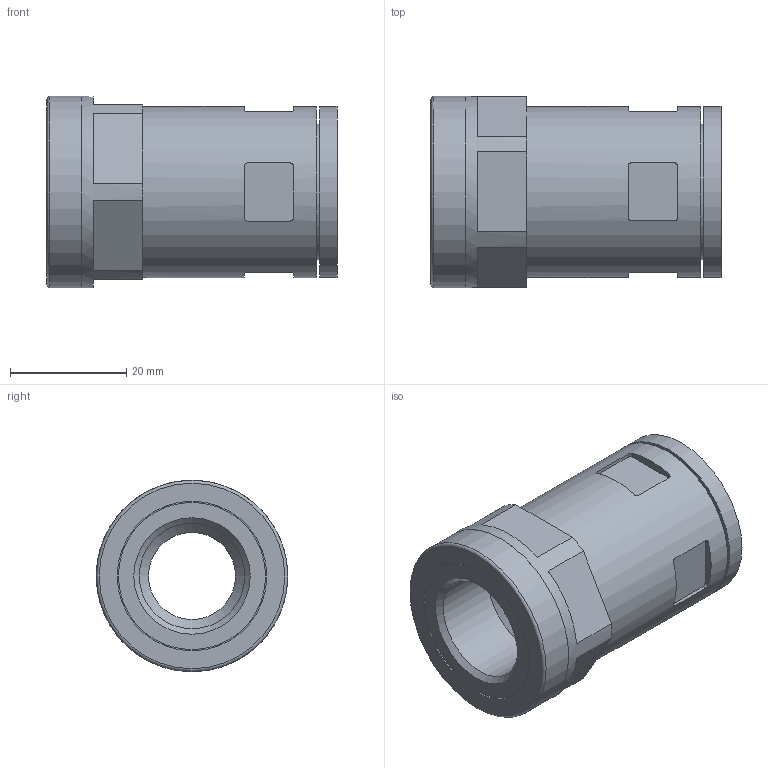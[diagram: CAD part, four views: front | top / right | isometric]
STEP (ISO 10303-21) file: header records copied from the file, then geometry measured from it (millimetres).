
FILE_DESCRIPTION( ( 'STEP AP203' ), '1' );
FILE_NAME( 'FLEXA RQGK2-M 5108.021.220.stp', '2020-03-25T09:03:44', ( 'License CC BY-ND 4.0' ), ( 'CADENAS' ), ' ', 'PARTsolutions', ' ' );
FILE_SCHEMA( ( 'CONFIG_CONTROL_DESIGN' ) );
Length unit declared in the file: millimetre
Products named in the file (1): _FLEXA RQGK2-M 5108.021.220
Bounding box: 50 x 33 x 33 mm (x, y, z)
Volume: 20529.7 mm3; surface area: 9817.9 mm2
Topology: 1 solids, 1 shells, 70 faces, 171 edges, 113 vertices
Faces by surface type: plane 41, cylinder 26, cone 2, torus 1
Full cylindrical faces by diameter (mm): 15 x1, 18.16 x1, 21.2 x1, 23.4 x1, 25.38 x1, 25.78 x1, 29.5 x2, 32.98 x1, 33 x1
Entity records: 2058 total; most frequent: CARTESIAN_POINT 413, DIRECTION 336, ORIENTED_EDGE 306, EDGE_CURVE 153, AXIS2_PLACEMENT_3D 128, VERTEX_POINT 109, EDGE_LOOP 96, FACE_OUTER_BOUND 81
